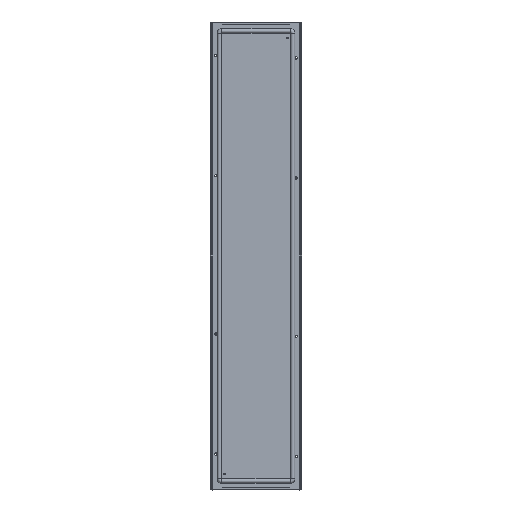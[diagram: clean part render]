
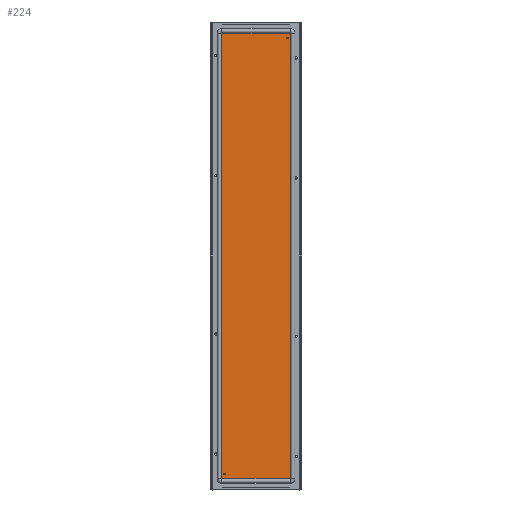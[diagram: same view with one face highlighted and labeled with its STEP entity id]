
A CAD part, left-side view. The second image highlights one B-rep face of the part: STEP entity #224.
In plain terms, the highlighted planar face has unit normal (-1, 0, 0).
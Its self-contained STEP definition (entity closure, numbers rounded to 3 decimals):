
#61=CARTESIAN_POINT('Vertex',(0.,-137.609,930.)) ;
#66=CARTESIAN_POINT('Axis2P3D Location',(0.,-134.209,930.)) ;
#70=CARTESIAN_POINT('Vertex',(0.,-130.809,930.)) ;
#92=CARTESIAN_POINT('Axis2P3D Location',(0.,-134.209,930.)) ;
#109=CARTESIAN_POINT('Axis2P3D Location',(0.,186.302,998.)) ;
#114=CARTESIAN_POINT('Line Origine',(0.,-147.209,0.)) ;
#118=CARTESIAN_POINT('Vertex',(0.,-147.209,951.)) ;
#120=CARTESIAN_POINT('Vertex',(0.,-147.209,-950.5)) ;
#123=CARTESIAN_POINT('Line Origine',(0.,0.25,951.)) ;
#127=CARTESIAN_POINT('Vertex',(0.,146.709,951.)) ;
#131=CARTESIAN_POINT('Control Point',(0.,147.209,950.5)) ;
#132=CARTESIAN_POINT('Control Point',(0.,147.209,950.696)) ;
#133=CARTESIAN_POINT('Control Point',(0.,147.105,950.895)) ;
#134=CARTESIAN_POINT('Control Point',(0.,146.906,951.)) ;
#135=CARTESIAN_POINT('Control Point',(0.,146.709,951.)) ;
#136=CARTESIAN_POINT('Vertex',(0.,147.209,950.5)) ;
#139=CARTESIAN_POINT('Line Origine',(0.,147.209,0.)) ;
#143=CARTESIAN_POINT('Vertex',(0.,147.209,-950.5)) ;
#147=CARTESIAN_POINT('Control Point',(0.,146.709,-951.)) ;
#148=CARTESIAN_POINT('Control Point',(0.,146.906,-951.)) ;
#149=CARTESIAN_POINT('Control Point',(0.,147.105,-950.895)) ;
#150=CARTESIAN_POINT('Control Point',(0.,147.209,-950.696)) ;
#151=CARTESIAN_POINT('Control Point',(0.,147.209,-950.5)) ;
#152=CARTESIAN_POINT('Vertex',(0.,146.709,-951.)) ;
#155=CARTESIAN_POINT('Line Origine',(0.,0.25,-951.)) ;
#159=CARTESIAN_POINT('Vertex',(0.,-146.709,-951.)) ;
#163=CARTESIAN_POINT('Control Point',(0.,-147.209,-950.5)) ;
#164=CARTESIAN_POINT('Control Point',(0.,-147.209,-950.696)) ;
#165=CARTESIAN_POINT('Control Point',(0.,-147.105,-950.895)) ;
#166=CARTESIAN_POINT('Control Point',(0.,-146.906,-951.)) ;
#167=CARTESIAN_POINT('Control Point',(0.,-146.709,-951.)) ;
#183=CARTESIAN_POINT('Control Point',(0.,130.809,-930.)) ;
#184=CARTESIAN_POINT('Control Point',(0.,130.809,-930.534)) ;
#185=CARTESIAN_POINT('Control Point',(0.,130.914,-931.068)) ;
#186=CARTESIAN_POINT('Control Point',(0.,131.124,-931.575)) ;
#187=CARTESIAN_POINT('Control Point',(0.,131.731,-932.478)) ;
#188=CARTESIAN_POINT('Control Point',(0.,132.635,-933.085)) ;
#189=CARTESIAN_POINT('Control Point',(0.,133.141,-933.295)) ;
#190=CARTESIAN_POINT('Control Point',(0.,134.209,-933.505)) ;
#191=CARTESIAN_POINT('Control Point',(0.,135.278,-933.295)) ;
#192=CARTESIAN_POINT('Control Point',(0.,135.784,-933.085)) ;
#193=CARTESIAN_POINT('Control Point',(0.,136.688,-932.478)) ;
#194=CARTESIAN_POINT('Control Point',(0.,137.295,-931.575)) ;
#195=CARTESIAN_POINT('Control Point',(0.,137.504,-931.068)) ;
#196=CARTESIAN_POINT('Control Point',(0.,137.609,-930.534)) ;
#197=CARTESIAN_POINT('Control Point',(0.,137.609,-930.)) ;
#198=CARTESIAN_POINT('Vertex',(0.,137.609,-930.)) ;
#200=CARTESIAN_POINT('Vertex',(0.,130.809,-930.)) ;
#204=CARTESIAN_POINT('Control Point',(0.,137.609,-930.)) ;
#205=CARTESIAN_POINT('Control Point',(0.,137.609,-929.466)) ;
#206=CARTESIAN_POINT('Control Point',(0.,137.504,-928.932)) ;
#207=CARTESIAN_POINT('Control Point',(0.,137.295,-928.425)) ;
#208=CARTESIAN_POINT('Control Point',(0.,136.688,-927.522)) ;
#209=CARTESIAN_POINT('Control Point',(0.,135.784,-926.915)) ;
#210=CARTESIAN_POINT('Control Point',(0.,135.278,-926.705)) ;
#211=CARTESIAN_POINT('Control Point',(0.,134.209,-926.495)) ;
#212=CARTESIAN_POINT('Control Point',(0.,133.141,-926.705)) ;
#213=CARTESIAN_POINT('Control Point',(0.,132.635,-926.915)) ;
#214=CARTESIAN_POINT('Control Point',(0.,131.731,-927.522)) ;
#215=CARTESIAN_POINT('Control Point',(0.,131.124,-928.425)) ;
#216=CARTESIAN_POINT('Control Point',(0.,130.914,-928.932)) ;
#217=CARTESIAN_POINT('Control Point',(0.,130.809,-929.466)) ;
#218=CARTESIAN_POINT('Control Point',(0.,130.809,-930.)) ;
#67=DIRECTION('Axis2P3D Direction',(-1.,-0.,0.)) ;
#93=DIRECTION('Axis2P3D Direction',(-1.,-0.,0.)) ;
#110=DIRECTION('Axis2P3D Direction',(1.,0.,0.)) ;
#111=DIRECTION('Axis2P3D XDirection',(0.,-1.,0.)) ;
#115=DIRECTION('Vector Direction',(0.,0.,-1.)) ;
#124=DIRECTION('Vector Direction',(0.,-1.,0.)) ;
#140=DIRECTION('Vector Direction',(0.,0.,-1.)) ;
#156=DIRECTION('Vector Direction',(0.,-1.,0.)) ;
#68=AXIS2_PLACEMENT_3D('Circle Axis2P3D',#66,#67,$) ;
#94=AXIS2_PLACEMENT_3D('Circle Axis2P3D',#92,#93,$) ;
#112=AXIS2_PLACEMENT_3D('Plane Axis2P3D',#109,#110,#111) ;
#170=ORIENTED_EDGE('',*,*,#122,.F.) ;
#171=ORIENTED_EDGE('',*,*,#129,.F.) ;
#172=ORIENTED_EDGE('',*,*,#138,.T.) ;
#173=ORIENTED_EDGE('',*,*,#145,.F.) ;
#174=ORIENTED_EDGE('',*,*,#154,.T.) ;
#175=ORIENTED_EDGE('',*,*,#161,.F.) ;
#176=ORIENTED_EDGE('',*,*,#168,.T.) ;
#179=ORIENTED_EDGE('',*,*,#96,.F.) ;
#180=ORIENTED_EDGE('',*,*,#72,.F.) ;
#221=ORIENTED_EDGE('',*,*,#202,.F.) ;
#222=ORIENTED_EDGE('',*,*,#219,.F.) ;
#181=FACE_BOUND('',#178,.T.) ;
#223=FACE_BOUND('',#220,.T.) ;
#116=VECTOR('Line Direction',#115,1.) ;
#125=VECTOR('Line Direction',#124,1.) ;
#141=VECTOR('Line Direction',#140,1.) ;
#157=VECTOR('Line Direction',#156,1.) ;
#224=ADVANCED_FACE('Body.5',(#177,#181,#223),#113,.F.) ;
#130=B_SPLINE_CURVE_WITH_KNOTS('',4,(#131,#132,#133,#134,#135),.UNSPECIFIED.,.F.,.U.,(5,5),(1.571,2.356),.UNSPECIFIED.) ;
#146=B_SPLINE_CURVE_WITH_KNOTS('',4,(#147,#148,#149,#150,#151),.UNSPECIFIED.,.F.,.U.,(5,5),(0.785,1.571),.UNSPECIFIED.) ;
#162=B_SPLINE_CURVE_WITH_KNOTS('',4,(#163,#164,#165,#166,#167),.UNSPECIFIED.,.F.,.U.,(5,5),(0.,0.785),.UNSPECIFIED.) ;
#182=B_SPLINE_CURVE_WITH_KNOTS('',5,(#183,#184,#185,#186,#187,#188,#189,#190,#191,#192,#193,#194,#195,#196,#197),.UNSPECIFIED.,.F.,.U.,(6,3,3,3,6),(0.,2.67,5.341,8.011,10.681),.UNSPECIFIED.) ;
#203=B_SPLINE_CURVE_WITH_KNOTS('',5,(#204,#205,#206,#207,#208,#209,#210,#211,#212,#213,#214,#215,#216,#217,#218),.UNSPECIFIED.,.F.,.U.,(6,3,3,3,6),(10.681,13.352,16.022,18.692,21.363),.UNSPECIFIED.) ;
#69=CIRCLE('generated circle',#68,3.4) ;
#95=CIRCLE('generated circle',#94,3.4) ;
#72=EDGE_CURVE('',#62,#71,#69,.T.) ;
#96=EDGE_CURVE('',#71,#62,#95,.T.) ;
#122=EDGE_CURVE('',#119,#121,#117,.T.) ;
#129=EDGE_CURVE('',#128,#119,#126,.T.) ;
#138=EDGE_CURVE('',#128,#137,#130,.F.) ;
#145=EDGE_CURVE('',#144,#137,#142,.F.) ;
#154=EDGE_CURVE('',#144,#153,#146,.F.) ;
#161=EDGE_CURVE('',#160,#153,#158,.F.) ;
#168=EDGE_CURVE('',#160,#121,#162,.F.) ;
#202=EDGE_CURVE('',#199,#201,#182,.F.) ;
#219=EDGE_CURVE('',#201,#199,#203,.F.) ;
#169=EDGE_LOOP('',(#170,#171,#172,#173,#174,#175,#176)) ;
#178=EDGE_LOOP('',(#179,#180)) ;
#220=EDGE_LOOP('',(#221,#222)) ;
#177=FACE_OUTER_BOUND('',#169,.T.) ;
#117=LINE('Line',#114,#116) ;
#126=LINE('Line',#123,#125) ;
#142=LINE('Line',#139,#141) ;
#158=LINE('Line',#155,#157) ;
#113=PLANE('',#112) ;
#62=VERTEX_POINT('',#61) ;
#71=VERTEX_POINT('',#70) ;
#119=VERTEX_POINT('',#118) ;
#121=VERTEX_POINT('',#120) ;
#128=VERTEX_POINT('',#127) ;
#137=VERTEX_POINT('',#136) ;
#144=VERTEX_POINT('',#143) ;
#153=VERTEX_POINT('',#152) ;
#160=VERTEX_POINT('',#159) ;
#199=VERTEX_POINT('',#198) ;
#201=VERTEX_POINT('',#200) ;
